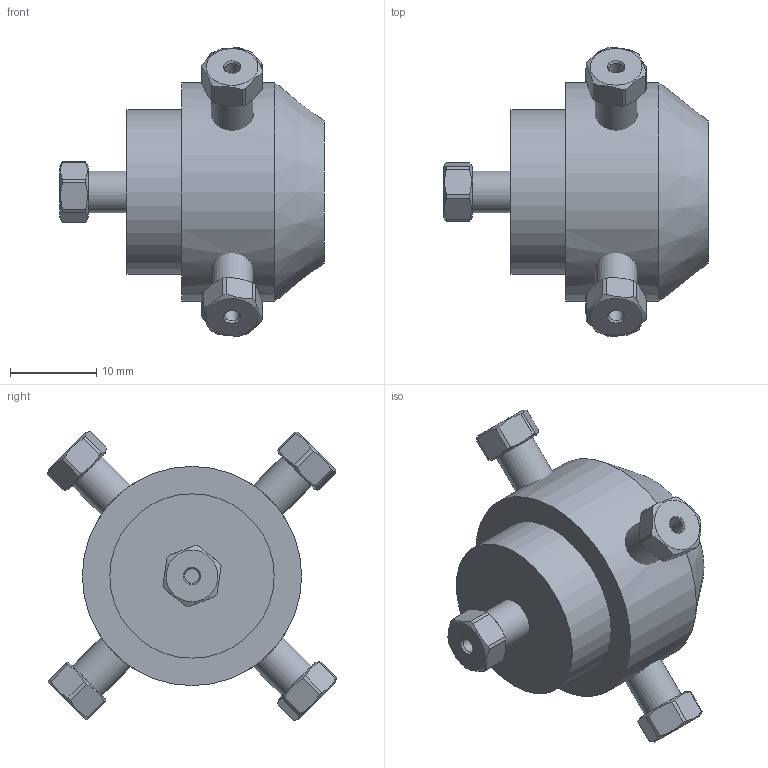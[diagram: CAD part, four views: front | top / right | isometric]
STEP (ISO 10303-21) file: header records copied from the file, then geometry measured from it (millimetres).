
FILE_DESCRIPTION((''),'2;1');
FILE_NAME('305214-Z4M1 Manifold 1-16.stp','2013-09-10T10:09:23',('Franzp'),(''),'Autodesk Inventor 2013','Autodesk Inventor 2013','');
FILE_SCHEMA(('AUTOMOTIVE_DESIGN { 1 0 10303 214 1 1 1 1 }'));
Length unit declared in the file: millimetre
Products named in the file (1): 305214_Shrinkwrap_1
Bounding box: 30.65 x 33.44 x 33.44 mm (x, y, z)
Surface area: 3728.1 mm2 (no closed solid volume)
Topology: 0 solids, 12 shells, 101 faces, 281 edges, 189 vertices
Faces by surface type: cylinder 42, plane 39, cone 20
Full cylindrical faces by diameter (mm): 1.727 x5, 4.826 x5, 19.05 x1, 25.4 x1
Entity records: 3224 total; most frequent: CARTESIAN_POINT 770, DIRECTION 476, ORIENTED_EDGE 442, EDGE_CURVE 234, AXIS2_PLACEMENT_3D 208, VERTEX_POINT 174, EDGE_LOOP 144, CIRCLE 106
